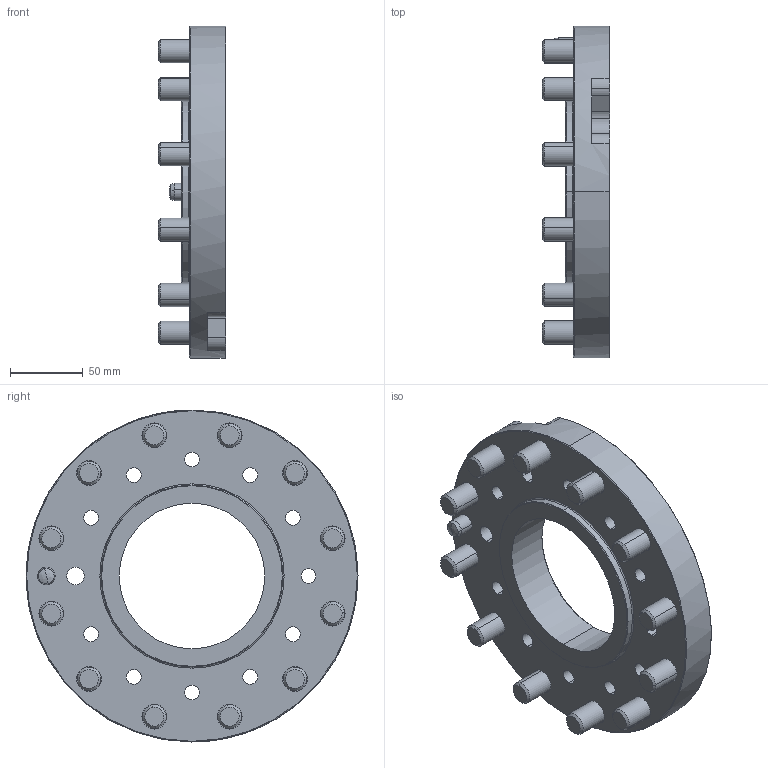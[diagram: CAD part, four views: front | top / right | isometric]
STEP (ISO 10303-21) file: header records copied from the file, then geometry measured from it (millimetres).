
FILE_DESCRIPTION (( 'STEP AP203' ), '1' );
FILE_NAME ('P0657.STEP', '2019-04-09T13:09:22', ( 'admin' ), ( '' ), 'SwSTEP 2.0', 'SolidWorks 2017', '' );
FILE_SCHEMA (( 'CONFIG_CONTROL_DESIGN' ));
Length unit declared in the file: millimetre
Products named in the file (1): P0657
Bounding box: 46.5 x 228 x 228 mm (x, y, z)
Volume: 830485.8 mm3; surface area: 168030.5 mm2
Topology: 14 solids, 14 shells, 353 faces, 798 edges, 509 vertices
Faces by surface type: cylinder 142, plane 142, cone 41, torus 26, sphere 2
Entity records: 10098 total; most frequent: DIRECTION 1881, CARTESIAN_POINT 1679, ORIENTED_EDGE 1592, EDGE_CURVE 796, AXIS2_PLACEMENT_3D 735, VERTEX_POINT 509, EDGE_LOOP 443, LINE 411
